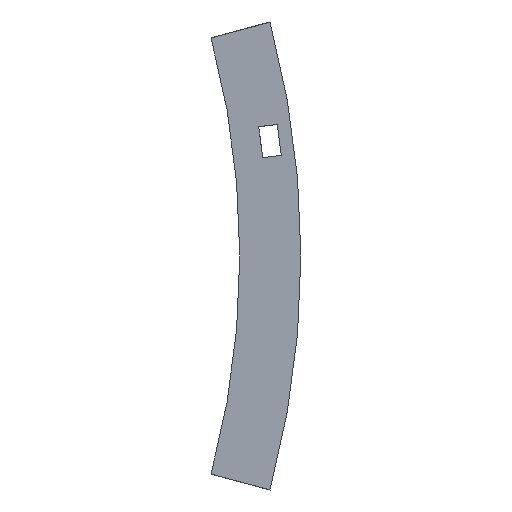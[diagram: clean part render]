
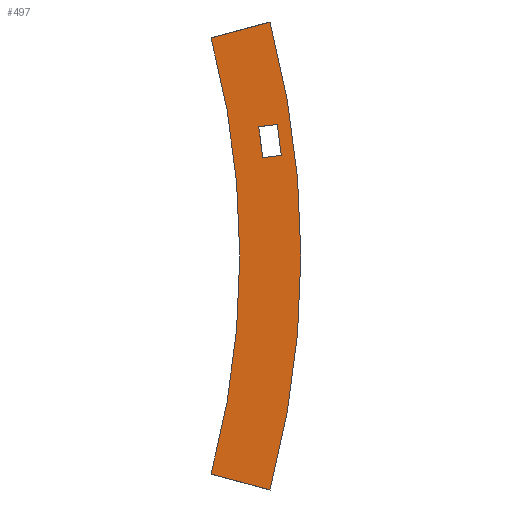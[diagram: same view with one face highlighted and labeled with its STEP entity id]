
A CAD part, front view. The second image highlights one B-rep face of the part: STEP entity #497.
In plain terms, the highlighted planar face has unit normal (0, -1, 0).
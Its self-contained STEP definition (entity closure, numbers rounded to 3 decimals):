
#8 = CARTESIAN_POINT ( 'NONE',  ( 280.118, 0., 75.058 ) ) ;
#23 = VERTEX_POINT ( 'NONE', #915 ) ;
#41 = DIRECTION ( 'NONE',  ( 0.966, 0., 0.259 ) ) ;
#44 = EDGE_CURVE ( 'NONE', #657, #51, #125, .T. ) ;
#51 = VERTEX_POINT ( 'NONE', #850 ) ;
#52 = EDGE_CURVE ( 'NONE', #23, #657, #552, .T. ) ;
#55 = ORIENTED_EDGE ( 'NONE', *, *, #44, .T. ) ;
#60 = DIRECTION ( 'NONE',  ( 0., 0., 1. ) ) ;
#86 = LINE ( 'NONE', #370, #893 ) ;
#118 = VERTEX_POINT ( 'NONE', #831 ) ;
#121 = CIRCLE ( 'NONE', #634, 270.4 ) ;
#125 = LINE ( 'NONE', #919, #562 ) ;
#152 = VECTOR ( 'NONE', #41, 1000. ) ;
#193 = CARTESIAN_POINT ( 'NONE',  ( 261.186, 0., 69.985 ) ) ;
#210 = CARTESIAN_POINT ( 'NONE',  ( 277.761, 0., 31.525 ) ) ;
#224 = FACE_OUTER_BOUND ( 'NONE', #285, .T. ) ;
#232 = VERTEX_POINT ( 'NONE', #810 ) ;
#241 = EDGE_CURVE ( 'NONE', #118, #725, #387, .T. ) ;
#246 = ORIENTED_EDGE ( 'NONE', *, *, #913, .F. ) ;
#250 = VECTOR ( 'NONE', #437, 1000. ) ;
#254 = EDGE_CURVE ( 'NONE', #725, #494, #121, .T. ) ;
#268 = ORIENTED_EDGE ( 'NONE', *, *, #52, .T. ) ;
#285 = EDGE_LOOP ( 'NONE', ( #628, #432, #673, #246 ) ) ;
#296 = ORIENTED_EDGE ( 'NONE', *, *, #508, .T. ) ;
#317 = DIRECTION ( 'NONE',  ( 0., -1., 0. ) ) ;
#330 = LINE ( 'NONE', #193, #152 ) ;
#370 = CARTESIAN_POINT ( 'NONE',  ( 283.71, 0., 32.308 ) ) ;
#387 = LINE ( 'NONE', #532, #557 ) ;
#432 = ORIENTED_EDGE ( 'NONE', *, *, #241, .F. ) ;
#437 = DIRECTION ( 'NONE',  ( 0.131, 0., -0.991 ) ) ;
#442 = LINE ( 'NONE', #866, #250 ) ;
#487 = PLANE ( 'NONE',  #752 ) ;
#494 = VERTEX_POINT ( 'NONE', #574 ) ;
#497 = ADVANCED_FACE ( 'NONE', ( #863, #224 ), #487, .F. ) ;
#499 = CARTESIAN_POINT ( 'NONE',  ( 276.456, 0., 41.439 ) ) ;
#500 = DIRECTION ( 'NONE',  ( 0., 1., 0. ) ) ;
#508 = EDGE_CURVE ( 'NONE', #232, #23, #86, .T. ) ;
#519 = DIRECTION ( 'NONE',  ( -0.966, 0., 0.259 ) ) ;
#532 = CARTESIAN_POINT ( 'NONE',  ( 280.118, 0., -75.058 ) ) ;
#552 = LINE ( 'NONE', #210, #696 ) ;
#557 = VECTOR ( 'NONE', #519, 1000. ) ;
#562 = VECTOR ( 'NONE', #616, 1000. ) ;
#568 = EDGE_CURVE ( 'NONE', #51, #232, #442, .T. ) ;
#574 = CARTESIAN_POINT ( 'NONE',  ( 261.186, 0., 69.985 ) ) ;
#581 = DIRECTION ( 'NONE',  ( 0., 0., 1. ) ) ;
#609 = CARTESIAN_POINT ( 'NONE',  ( 0., 0., 0. ) ) ;
#616 = DIRECTION ( 'NONE',  ( 0.991, 0., 0.131 ) ) ;
#628 = ORIENTED_EDGE ( 'NONE', *, *, #254, .F. ) ;
#634 = AXIS2_PLACEMENT_3D ( 'NONE', #665, #317, #888 ) ;
#647 = DIRECTION ( 'NONE',  ( -0.991, 0., -0.131 ) ) ;
#651 = CIRCLE ( 'NONE', #864, 290. ) ;
#655 = VERTEX_POINT ( 'NONE', #8 ) ;
#657 = VERTEX_POINT ( 'NONE', #499 ) ;
#665 = CARTESIAN_POINT ( 'NONE',  ( 0., 0., 0. ) ) ;
#673 = ORIENTED_EDGE ( 'NONE', *, *, #861, .F. ) ;
#692 = DIRECTION ( 'NONE',  ( 0., 1., 0. ) ) ;
#696 = VECTOR ( 'NONE', #764, 1000. ) ;
#711 = EDGE_LOOP ( 'NONE', ( #296, #268, #55, #805 ) ) ;
#721 = CARTESIAN_POINT ( 'NONE',  ( 0., 0., 0. ) ) ;
#725 = VERTEX_POINT ( 'NONE', #875 ) ;
#752 = AXIS2_PLACEMENT_3D ( 'NONE', #721, #500, #581 ) ;
#764 = DIRECTION ( 'NONE',  ( -0.131, 0., 0.991 ) ) ;
#805 = ORIENTED_EDGE ( 'NONE', *, *, #568, .T. ) ;
#810 = CARTESIAN_POINT ( 'NONE',  ( 283.71, 0., 32.308 ) ) ;
#831 = CARTESIAN_POINT ( 'NONE',  ( 280.118, 0., -75.058 ) ) ;
#850 = CARTESIAN_POINT ( 'NONE',  ( 282.405, 0., 42.222 ) ) ;
#861 = EDGE_CURVE ( 'NONE', #655, #118, #651, .T. ) ;
#863 = FACE_BOUND ( 'NONE', #711, .T. ) ;
#864 = AXIS2_PLACEMENT_3D ( 'NONE', #609, #692, #60 ) ;
#866 = CARTESIAN_POINT ( 'NONE',  ( 282.405, 0., 42.222 ) ) ;
#875 = CARTESIAN_POINT ( 'NONE',  ( 261.186, 0., -69.985 ) ) ;
#888 = DIRECTION ( 'NONE',  ( 0., 0., 1. ) ) ;
#893 = VECTOR ( 'NONE', #647, 1000. ) ;
#913 = EDGE_CURVE ( 'NONE', #494, #655, #330, .T. ) ;
#915 = CARTESIAN_POINT ( 'NONE',  ( 277.761, 0., 31.525 ) ) ;
#919 = CARTESIAN_POINT ( 'NONE',  ( 276.456, 0., 41.439 ) ) ;
